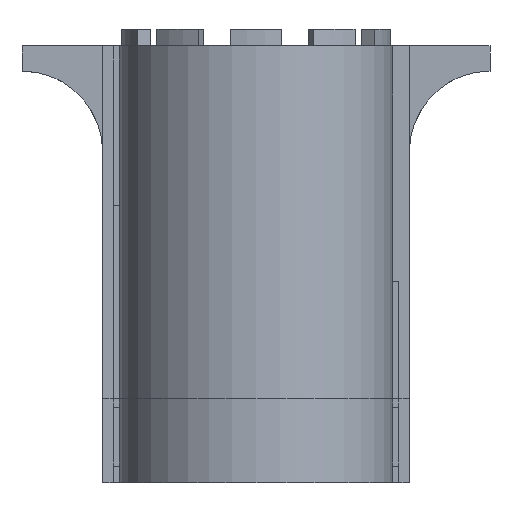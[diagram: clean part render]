
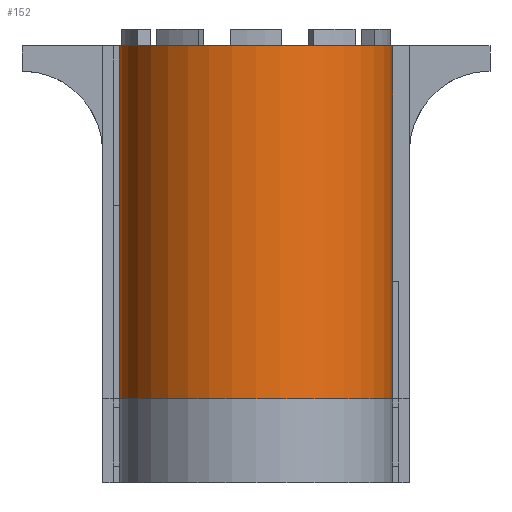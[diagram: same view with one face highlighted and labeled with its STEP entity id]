
A CAD part, left-side view. The second image highlights one B-rep face of the part: STEP entity #152.
In plain terms, the highlighted cylindrical face has radius 16.25 mm (diameter 32.5 mm), a partial arc.
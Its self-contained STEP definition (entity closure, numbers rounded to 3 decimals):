
#22 = VERTEX_POINT('',#23);
#23 = CARTESIAN_POINT('',(0.,33.25,52.));
#31 = EDGE_CURVE('',#32,#22,#34,.T.);
#32 = VERTEX_POINT('',#33);
#33 = CARTESIAN_POINT('',(0.,33.25,33.));
#34 = LINE('',#35,#36);
#35 = CARTESIAN_POINT('',(0.,33.25,8.));
#36 = VECTOR('',#37,1.);
#37 = DIRECTION('',(0.,0.,1.));
#133 = EDGE_CURVE('',#134,#32,#136,.T.);
#134 = VERTEX_POINT('',#135);
#135 = CARTESIAN_POINT('',(0.,33.25,10.));
#136 = LINE('',#137,#138);
#137 = CARTESIAN_POINT('',(0.,33.25,8.));
#138 = VECTOR('',#139,1.);
#139 = DIRECTION('',(0.,0.,1.));
#152 = ADVANCED_FACE('',(#153),#198,.T.);
#153 = FACE_BOUND('',#154,.T.);
#154 = EDGE_LOOP('',(#155,#164,#165,#166,#175,#184,#192));
#155 = ORIENTED_EDGE('',*,*,#156,.F.);
#156 = EDGE_CURVE('',#22,#157,#159,.T.);
#157 = VERTEX_POINT('',#158);
#158 = CARTESIAN_POINT('',(0.,0.75,52.));
#159 = CIRCLE('',#160,16.25);
#160 = AXIS2_PLACEMENT_3D('',#161,#162,#163);
#161 = CARTESIAN_POINT('',(0.,17.,52.));
#162 = DIRECTION('',(0.,0.,1.));
#163 = DIRECTION('',(1.,0.,0.));
#164 = ORIENTED_EDGE('',*,*,#31,.F.);
#165 = ORIENTED_EDGE('',*,*,#133,.F.);
#166 = ORIENTED_EDGE('',*,*,#167,.T.);
#167 = EDGE_CURVE('',#134,#168,#170,.T.);
#168 = VERTEX_POINT('',#169);
#169 = CARTESIAN_POINT('',(-16.25,17.,10.));
#170 = CIRCLE('',#171,16.25);
#171 = AXIS2_PLACEMENT_3D('',#172,#173,#174);
#172 = CARTESIAN_POINT('',(0.,17.,10.));
#173 = DIRECTION('',(0.,0.,1.));
#174 = DIRECTION('',(1.,0.,0.));
#175 = ORIENTED_EDGE('',*,*,#176,.T.);
#176 = EDGE_CURVE('',#168,#177,#179,.T.);
#177 = VERTEX_POINT('',#178);
#178 = CARTESIAN_POINT('',(0.,0.75,10.));
#179 = CIRCLE('',#180,16.25);
#180 = AXIS2_PLACEMENT_3D('',#181,#182,#183);
#181 = CARTESIAN_POINT('',(0.,17.,10.));
#182 = DIRECTION('',(0.,0.,1.));
#183 = DIRECTION('',(1.,0.,0.));
#184 = ORIENTED_EDGE('',*,*,#185,.T.);
#185 = EDGE_CURVE('',#177,#186,#188,.T.);
#186 = VERTEX_POINT('',#187);
#187 = CARTESIAN_POINT('',(0.,0.75,24.));
#188 = LINE('',#189,#190);
#189 = CARTESIAN_POINT('',(0.,0.75,8.));
#190 = VECTOR('',#191,1.);
#191 = DIRECTION('',(0.,0.,1.));
#192 = ORIENTED_EDGE('',*,*,#193,.T.);
#193 = EDGE_CURVE('',#186,#157,#194,.T.);
#194 = LINE('',#195,#196);
#195 = CARTESIAN_POINT('',(0.,0.75,8.));
#196 = VECTOR('',#197,1.);
#197 = DIRECTION('',(0.,0.,1.));
#198 = CYLINDRICAL_SURFACE('',#199,16.25);
#199 = AXIS2_PLACEMENT_3D('',#200,#201,#202);
#200 = CARTESIAN_POINT('',(0.,17.,8.));
#201 = DIRECTION('',(0.,0.,1.));
#202 = DIRECTION('',(1.,0.,0.));
